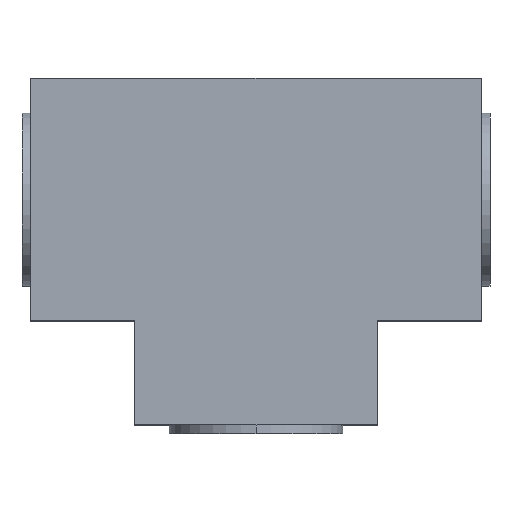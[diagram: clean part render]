
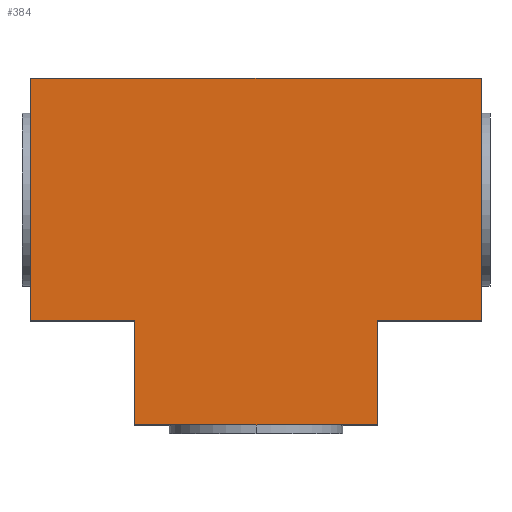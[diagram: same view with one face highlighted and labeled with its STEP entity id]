
A CAD part, top view. The second image highlights one B-rep face of the part: STEP entity #384.
In plain terms, the highlighted planar face has unit normal (0, 0, 1).
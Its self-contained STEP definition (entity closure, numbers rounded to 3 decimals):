
#81 = LINE ( 'NONE', #1493, #550 ) ;
#121 = VERTEX_POINT ( 'NONE', #656 ) ;
#122 = CARTESIAN_POINT ( 'NONE',  ( -28., -56., 56. ) ) ;
#133 = EDGE_CURVE ( 'NONE', #1800, #691, #501, .T. ) ;
#167 = VECTOR ( 'NONE', #1199, 1000. ) ;
#267 = VECTOR ( 'NONE', #1080, 1000. ) ;
#314 = ORIENTED_EDGE ( 'NONE', *, *, #934, .T. ) ;
#316 = CARTESIAN_POINT ( 'NONE',  ( 28., -56., 56. ) ) ;
#365 = CARTESIAN_POINT ( 'NONE',  ( 52., -56., 56. ) ) ;
#384 = ADVANCED_FACE ( 'NONE', ( #1167 ), #462, .T. ) ;
#393 = EDGE_CURVE ( 'NONE', #1632, #1094, #471, .T. ) ;
#434 = CARTESIAN_POINT ( 'NONE',  ( 52., 0., 56. ) ) ;
#462 = PLANE ( 'NONE',  #1142 ) ;
#471 = LINE ( 'NONE', #1703, #579 ) ;
#479 = DIRECTION ( 'NONE',  ( 1., 0., 0. ) ) ;
#501 = LINE ( 'NONE', #527, #267 ) ;
#527 = CARTESIAN_POINT ( 'NONE',  ( 52., -56., 56. ) ) ;
#550 = VECTOR ( 'NONE', #634, 1000. ) ;
#553 = DIRECTION ( 'NONE',  ( 1., 0., 0. ) ) ;
#579 = VECTOR ( 'NONE', #1020, 1000. ) ;
#580 = ORIENTED_EDGE ( 'NONE', *, *, #670, .T. ) ;
#585 = DIRECTION ( 'NONE',  ( 1., 0., 0. ) ) ;
#619 = DIRECTION ( 'NONE',  ( 0., 0., 1. ) ) ;
#622 = CARTESIAN_POINT ( 'NONE',  ( -28., -56., 56. ) ) ;
#634 = DIRECTION ( 'NONE',  ( -1., 0., 0. ) ) ;
#635 = ORIENTED_EDGE ( 'NONE', *, *, #393, .T. ) ;
#656 = CARTESIAN_POINT ( 'NONE',  ( -52., 0., 56. ) ) ;
#663 = ORIENTED_EDGE ( 'NONE', *, *, #1220, .T. ) ;
#670 = EDGE_CURVE ( 'NONE', #1227, #1632, #1108, .T. ) ;
#678 = ORIENTED_EDGE ( 'NONE', *, *, #1569, .T. ) ;
#691 = VERTEX_POINT ( 'NONE', #434 ) ;
#730 = ORIENTED_EDGE ( 'NONE', *, *, #753, .T. ) ;
#753 = EDGE_CURVE ( 'NONE', #1643, #1227, #1312, .T. ) ;
#870 = CARTESIAN_POINT ( 'NONE',  ( -28., -80., 56. ) ) ;
#934 = EDGE_CURVE ( 'NONE', #691, #121, #81, .T. ) ;
#939 = CARTESIAN_POINT ( 'NONE',  ( 28., -80., 56. ) ) ;
#965 = DIRECTION ( 'NONE',  ( 0., -1., 0. ) ) ;
#983 = EDGE_LOOP ( 'NONE', ( #663, #730, #580, #635, #1354, #678, #1330, #314 ) ) ;
#1020 = DIRECTION ( 'NONE',  ( 1., 0., 0. ) ) ;
#1022 = LINE ( 'NONE', #1170, #167 ) ;
#1080 = DIRECTION ( 'NONE',  ( 0., 1., 0. ) ) ;
#1083 = LINE ( 'NONE', #939, #1505 ) ;
#1094 = VERTEX_POINT ( 'NONE', #1515 ) ;
#1108 = LINE ( 'NONE', #122, #1133 ) ;
#1110 = VERTEX_POINT ( 'NONE', #1423 ) ;
#1122 = EDGE_CURVE ( 'NONE', #1094, #1110, #1083, .T. ) ;
#1133 = VECTOR ( 'NONE', #965, 1000. ) ;
#1142 = AXIS2_PLACEMENT_3D ( 'NONE', #1419, #619, #585 ) ;
#1167 = FACE_OUTER_BOUND ( 'NONE', #983, .T. ) ;
#1170 = CARTESIAN_POINT ( 'NONE',  ( -52., 0., 56. ) ) ;
#1174 = CARTESIAN_POINT ( 'NONE',  ( -52., -56., 56. ) ) ;
#1199 = DIRECTION ( 'NONE',  ( 0., -1., 0. ) ) ;
#1220 = EDGE_CURVE ( 'NONE', #121, #1643, #1022, .T. ) ;
#1227 = VERTEX_POINT ( 'NONE', #622 ) ;
#1312 = LINE ( 'NONE', #1174, #1508 ) ;
#1330 = ORIENTED_EDGE ( 'NONE', *, *, #133, .T. ) ;
#1354 = ORIENTED_EDGE ( 'NONE', *, *, #1122, .T. ) ;
#1419 = CARTESIAN_POINT ( 'NONE',  ( 0., 0., 56. ) ) ;
#1423 = CARTESIAN_POINT ( 'NONE',  ( 28., -56., 56. ) ) ;
#1430 = CARTESIAN_POINT ( 'NONE',  ( -52., -56., 56. ) ) ;
#1493 = CARTESIAN_POINT ( 'NONE',  ( -52., 0., 56. ) ) ;
#1495 = VECTOR ( 'NONE', #553, 1000. ) ;
#1505 = VECTOR ( 'NONE', #1791, 1000. ) ;
#1508 = VECTOR ( 'NONE', #479, 1000. ) ;
#1515 = CARTESIAN_POINT ( 'NONE',  ( 28., -80., 56. ) ) ;
#1569 = EDGE_CURVE ( 'NONE', #1110, #1800, #1808, .T. ) ;
#1632 = VERTEX_POINT ( 'NONE', #870 ) ;
#1643 = VERTEX_POINT ( 'NONE', #1430 ) ;
#1703 = CARTESIAN_POINT ( 'NONE',  ( -28., -80., 56. ) ) ;
#1791 = DIRECTION ( 'NONE',  ( 0., 1., 0. ) ) ;
#1800 = VERTEX_POINT ( 'NONE', #365 ) ;
#1808 = LINE ( 'NONE', #316, #1495 ) ;
